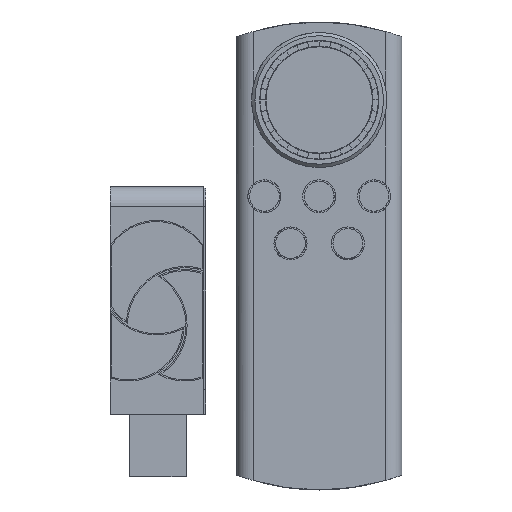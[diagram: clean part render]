
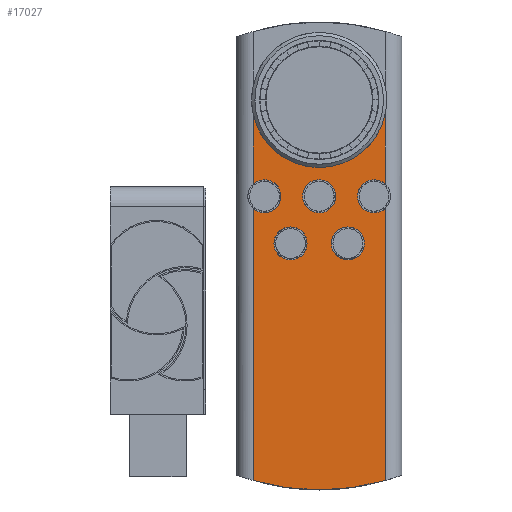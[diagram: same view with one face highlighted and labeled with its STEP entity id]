
A CAD part, top view. The second image highlights one B-rep face of the part: STEP entity #17027.
In plain terms, the highlighted planar face has unit normal (0, 0, 1).
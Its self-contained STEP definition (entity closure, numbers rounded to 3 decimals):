
#1230=FACE_BOUND('',#3976,.T.);
#1231=FACE_BOUND('',#3977,.T.);
#1232=FACE_BOUND('',#3978,.T.);
#1764=CIRCLE('',#18785,14.3);
#1765=CIRCLE('',#18787,50.);
#1796=CIRCLE('',#18855,3.5);
#1797=CIRCLE('',#18856,3.5);
#1798=CIRCLE('',#18857,3.5);
#1799=CIRCLE('',#18858,3.5);
#1800=CIRCLE('',#18859,3.5);
#1801=CIRCLE('',#18860,3.5);
#2774=FACE_OUTER_BOUND('',#3975,.T.);
#3975=EDGE_LOOP('',(#14460,#14461,#14462,#14463,#14464,#14465,#14466,#14467,
#14468));
#3976=EDGE_LOOP('',(#14469));
#3977=EDGE_LOOP('',(#14470));
#3978=EDGE_LOOP('',(#14471));
#5237=LINE('',#31518,#6690);
#5238=LINE('',#31519,#6691);
#5249=LINE('',#31551,#6702);
#5250=LINE('',#31567,#6703);
#6690=VECTOR('',#22787,10.);
#6691=VECTOR('',#22788,10.);
#6702=VECTOR('',#22815,10.);
#6703=VECTOR('',#22816,10.);
#8259=VERTEX_POINT('',#31253);
#8260=VERTEX_POINT('',#31254);
#8262=VERTEX_POINT('',#31281);
#8263=VERTEX_POINT('',#31292);
#8305=VERTEX_POINT('',#31499);
#8307=VERTEX_POINT('',#31509);
#8320=VERTEX_POINT('',#31550);
#8321=VERTEX_POINT('',#31552);
#8322=VERTEX_POINT('',#31570);
#8323=VERTEX_POINT('',#31573);
#8324=VERTEX_POINT('',#31575);
#8325=VERTEX_POINT('',#31577);
#10364=EDGE_CURVE('',#8259,#8260,#1764,.T.);
#10371=EDGE_CURVE('',#8262,#8263,#1765,.T.);
#10442=EDGE_CURVE('',#8307,#8260,#5237,.T.);
#10443=EDGE_CURVE('',#8262,#8305,#5238,.T.);
#10458=EDGE_CURVE('',#8259,#8320,#5249,.T.);
#10460=EDGE_CURVE('',#8321,#8263,#5250,.T.);
#10461=EDGE_CURVE('',#8307,#8305,#1796,.F.);
#10462=EDGE_CURVE('',#8321,#8322,#1797,.F.);
#10463=EDGE_CURVE('',#8322,#8320,#1798,.F.);
#10464=EDGE_CURVE('',#8323,#8323,#1799,.F.);
#10465=EDGE_CURVE('',#8324,#8324,#1800,.F.);
#10466=EDGE_CURVE('',#8325,#8325,#1801,.F.);
#14460=ORIENTED_EDGE('',*,*,#10461,.T.);
#14461=ORIENTED_EDGE('',*,*,#10443,.F.);
#14462=ORIENTED_EDGE('',*,*,#10371,.T.);
#14463=ORIENTED_EDGE('',*,*,#10460,.F.);
#14464=ORIENTED_EDGE('',*,*,#10462,.T.);
#14465=ORIENTED_EDGE('',*,*,#10463,.T.);
#14466=ORIENTED_EDGE('',*,*,#10458,.F.);
#14467=ORIENTED_EDGE('',*,*,#10364,.T.);
#14468=ORIENTED_EDGE('',*,*,#10442,.F.);
#14469=ORIENTED_EDGE('',*,*,#10464,.T.);
#14470=ORIENTED_EDGE('',*,*,#10465,.T.);
#14471=ORIENTED_EDGE('',*,*,#10466,.T.);
#16198=PLANE('',#18854);
#17027=ADVANCED_FACE('',(#2774,#1230,#1231,#1232),#16198,.T.);
#18785=AXIS2_PLACEMENT_3D('',#31255,#22631,#22632);
#18787=AXIS2_PLACEMENT_3D('',#31303,#22636,#22637);
#18854=AXIS2_PLACEMENT_3D('',#31568,#22817,#22818);
#18855=AXIS2_PLACEMENT_3D('',#31569,#22819,#22820);
#18856=AXIS2_PLACEMENT_3D('',#31571,#22821,#22822);
#18857=AXIS2_PLACEMENT_3D('',#31572,#22823,#22824);
#18858=AXIS2_PLACEMENT_3D('',#31574,#22825,#22826);
#18859=AXIS2_PLACEMENT_3D('',#31576,#22827,#22828);
#18860=AXIS2_PLACEMENT_3D('',#31578,#22829,#22830);
#22631=DIRECTION('center_axis',(0.,0.,-1.));
#22632=DIRECTION('ref_axis',(1.,0.,0.));
#22636=DIRECTION('center_axis',(0.,0.,1.));
#22637=DIRECTION('ref_axis',(-0.35,-0.937,0.));
#22787=DIRECTION('',(0.,1.,0.));
#22788=DIRECTION('',(0.,1.,0.));
#22815=DIRECTION('',(0.,-1.,0.));
#22816=DIRECTION('',(0.,-1.,0.));
#22817=DIRECTION('center_axis',(0.,0.,1.));
#22818=DIRECTION('ref_axis',(1.,0.,0.));
#22819=DIRECTION('center_axis',(0.,0.,1.));
#22820=DIRECTION('ref_axis',(1.,0.,0.));
#22821=DIRECTION('center_axis',(0.,0.,1.));
#22822=DIRECTION('ref_axis',(1.,0.,0.));
#22823=DIRECTION('center_axis',(0.,0.,1.));
#22824=DIRECTION('ref_axis',(1.,0.,0.));
#22825=DIRECTION('center_axis',(0.,0.,1.));
#22826=DIRECTION('ref_axis',(1.,0.,0.));
#22827=DIRECTION('center_axis',(0.,0.,1.));
#22828=DIRECTION('ref_axis',(1.,0.,0.));
#22829=DIRECTION('center_axis',(0.,0.,1.));
#22830=DIRECTION('ref_axis',(1.,0.,0.));
#31253=CARTESIAN_POINT('',(31.5,76.586,5.1));
#31254=CARTESIAN_POINT('',(3.5,76.586,5.1));
#31255=CARTESIAN_POINT('Origin',(17.5,79.5,5.1));
#31281=CARTESIAN_POINT('',(3.5,-1.,5.1));
#31292=CARTESIAN_POINT('',(31.5,-1.,5.1));
#31303=CARTESIAN_POINT('Origin',(17.5,47.,5.1));
#31499=CARTESIAN_POINT('',(3.5,56.568,5.1));
#31509=CARTESIAN_POINT('',(3.5,61.664,5.1));
#31518=CARTESIAN_POINT('',(3.5,25.581,5.1));
#31519=CARTESIAN_POINT('',(3.5,25.581,5.1));
#31550=CARTESIAN_POINT('',(31.5,61.664,5.1));
#31551=CARTESIAN_POINT('',(31.5,70.419,5.1));
#31552=CARTESIAN_POINT('',(31.5,56.568,5.1));
#31567=CARTESIAN_POINT('',(31.5,70.419,5.1));
#31568=CARTESIAN_POINT('Origin',(17.5,48.,5.1));
#31569=CARTESIAN_POINT('Origin',(5.9,59.116,5.1));
#31570=CARTESIAN_POINT('',(25.6,59.116,5.1));
#31571=CARTESIAN_POINT('Origin',(29.1,59.116,5.1));
#31572=CARTESIAN_POINT('Origin',(29.1,59.116,5.1));
#31573=CARTESIAN_POINT('',(14.,59.116,5.1));
#31574=CARTESIAN_POINT('Origin',(17.5,59.116,5.1));
#31575=CARTESIAN_POINT('',(7.932,49.151,5.1));
#31576=CARTESIAN_POINT('Origin',(11.432,49.151,5.1));
#31577=CARTESIAN_POINT('',(20.068,49.151,5.1));
#31578=CARTESIAN_POINT('Origin',(23.568,49.151,5.1));
